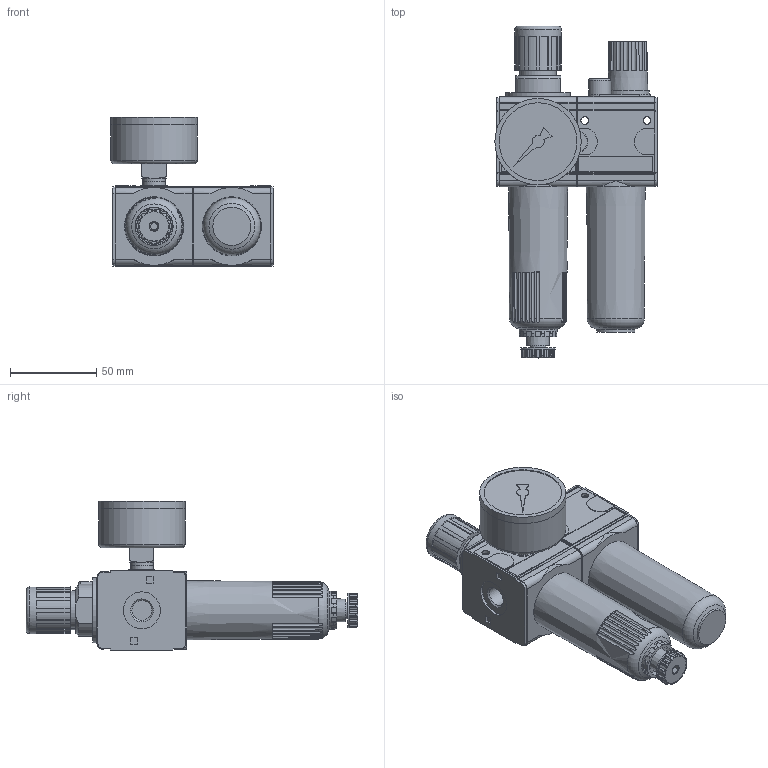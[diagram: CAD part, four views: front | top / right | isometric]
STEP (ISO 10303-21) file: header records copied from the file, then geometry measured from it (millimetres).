
FILE_DESCRIPTION( ( 'STEP AP203' ), '1' );
FILE_NAME( '9.2811.042.stp', '2018-12-11T15:34:45', ( '' ), ( '' ), ' ', 'PARTsolutions', ' ' );
FILE_SCHEMA( ( 'CONFIG_CONTROL_DESIGN' ) );
Length unit declared in the file: millimetre
Products named in the file (7): 9.2811.042; _CL 11 K-HAC01020-G; _CL 11 K-HA-2; _CL 11 K-HAC-P1; _CL 11 K-HAL00000-G; _CL 11 K-HAL-P1; _CL 11 K-HA-V
Assembly tree (6 placements, depth 2):
  9.2811.042
    _CL 11 K-HAC01020-G
    _CL 11 K-HA-2
    _CL 11 K-HAC-P1
    _CL 11 K-HAL00000-G
    _CL 11 K-HAL-P1
    _CL 11 K-HA-V
Bounding box: 93.9 x 192 x 86.7 mm (x, y, z)
Volume: 453772.4 mm3; surface area: 78679.4 mm2
Topology: 6 solids, 6 shells, 641 faces, 1674 edges, 1110 vertices
Faces by surface type: plane 400, cylinder 190, cone 42, torus 8, sphere 1
Full cylindrical faces by diameter (mm): 4 x1, 4.4 x8, 6.3 x1, 9.728 x1, 11.445 x3, 12 x2, 12.4 x2, 12.8 x1, 13 x1, 13.157 x1, 15.1 x2, 15.7 x1, 19.2 x1, 20 x1, 21 x1, 21.4 x2, 22 x2, 24.5 x1, 27 x1, 37.5 x1, 45 x1, 49.96 x1, 50 x2
Entity records: 21003 total; most frequent: CARTESIAN_POINT 5208, DIRECTION 3201, ORIENTED_EDGE 3188, EDGE_CURVE 1594, AXIS2_PLACEMENT_3D 1148, VERTEX_POINT 1097, LINE 905, VECTOR 905
